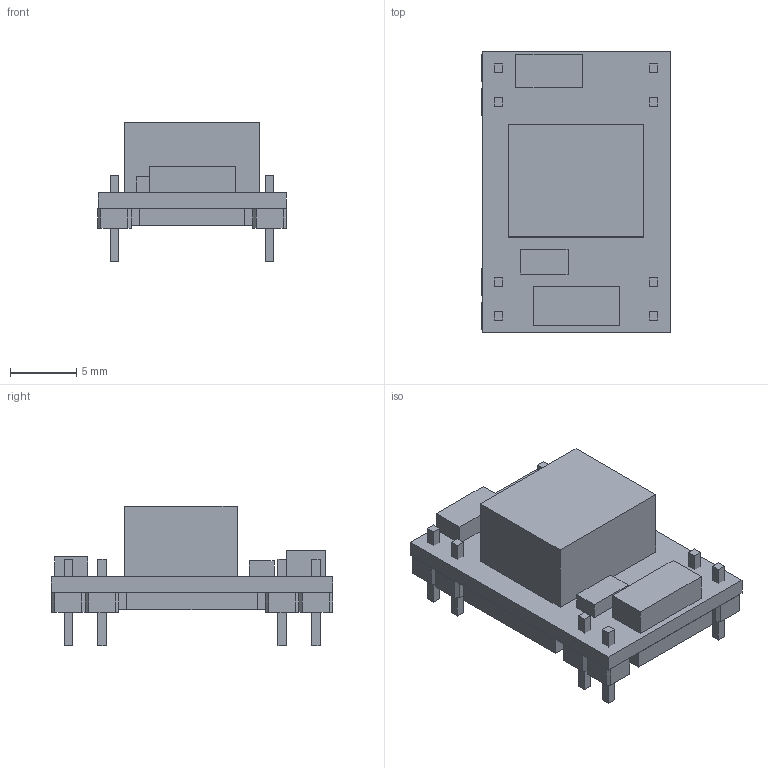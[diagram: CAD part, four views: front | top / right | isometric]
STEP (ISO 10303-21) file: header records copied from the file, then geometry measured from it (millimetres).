
FILE_DESCRIPTION(('FreeCAD Model'),'2;1');
FILE_NAME('Open CASCADE Shape Model','2025-06-21T00:02:15',(''),(''), 'Open CASCADE STEP processor 7.8','FreeCAD','Unknown');
FILE_SCHEMA(('AUTOMOTIVE_DESIGN { 1 0 10303 214 1 1 1 1 }'));
Length unit declared in the file: millimetre
Products named in the file (6): SDAPO DP9900LP; SMD_Brown; PCB; Metal; DP9900; SMD_Black
Assembly tree (5 placements, depth 2):
  SDAPO DP9900LP
    SMD_Brown
    PCB
    Metal
    DP9900
    SMD_Black
Bounding box: 14.24 x 21.2 x 10.5 mm (x, y, z)
Volume: 1282.4 mm3; surface area: 2092.5 mm2
Topology: 18 solids, 18 shells, 156 faces, 360 edges, 240 vertices
Faces by surface type: plane 156
Entity records: 4563 total; most frequent: CARTESIAN_POINT 762, ORIENTED_EDGE 720, DIRECTION 684, EDGE_CURVE 360, LINE 360, VECTOR 360, VERTEX_POINT 240, AXIS2_PLACEMENT_3D 162
